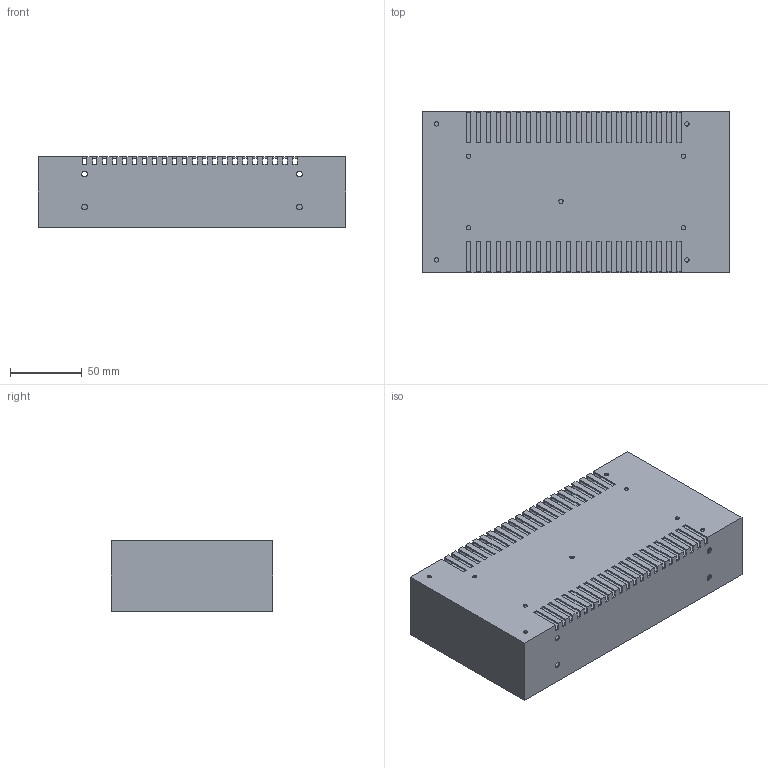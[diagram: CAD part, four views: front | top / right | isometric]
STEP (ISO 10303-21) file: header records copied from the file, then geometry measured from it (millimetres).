
FILE_DESCRIPTION(('FreeCAD Model'),'2;1');
FILE_NAME('Power Supply.step','2020-10-29T08:03:42',(''),(''), 'Open CASCADE STEP processor 7.3','FreeCAD','Unknown');
FILE_SCHEMA(('AUTOMOTIVE_DESIGN { 1 0 10303 214 1 1 1 1 }'));
Length unit declared in the file: millimetre
Products named in the file (1): Main
Bounding box: 215 x 113 x 49 mm (x, y, z)
Volume: 106258.7 mm3; surface area: 192392.9 mm2
Topology: 1 solids, 1 shells, 289 faces, 1125 edges, 750 vertices
Faces by surface type: plane 258, cylinder 31
Full cylindrical faces by diameter (mm): 3 x9, 4 x6
Entity records: 26682 total; most frequent: CARTESIAN_POINT 4709, DIRECTION 3968, LINE 3251, VECTOR 3251, ORIENTED_EDGE 2250, PCURVE 2250, DEFINITIONAL_REPRESENTATION 2250, EDGE_CURVE 1125
